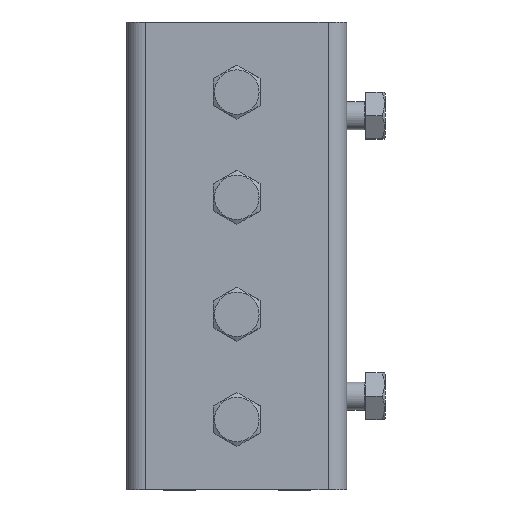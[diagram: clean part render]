
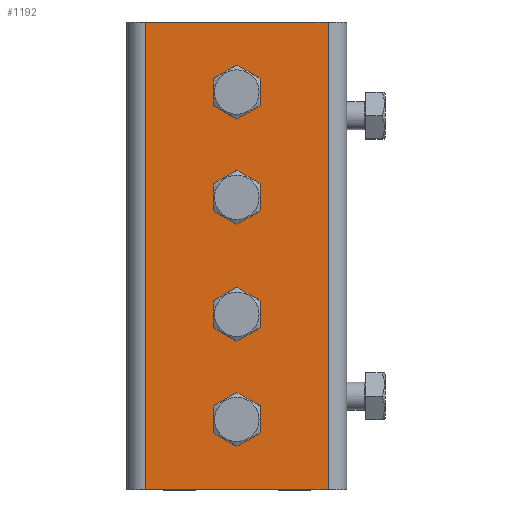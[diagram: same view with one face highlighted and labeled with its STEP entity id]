
A CAD part, top view. The second image highlights one B-rep face of the part: STEP entity #1192.
In plain terms, the highlighted planar face has unit normal (0, 0, 1).
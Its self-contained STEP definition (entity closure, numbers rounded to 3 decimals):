
#1192=ADVANCED_FACE('',(#3348,#3350,#3352,#3354,#3356),#3358,.T.);
#3348=FACE_BOUND('',#3349,.T.);
#3349=EDGE_LOOP('',(#5012,#5013,#5014,#5015));
#3350=FACE_BOUND('',#3351,.T.);
#3351=EDGE_LOOP('',(#5016));
#3352=FACE_BOUND('',#3353,.T.);
#3353=EDGE_LOOP('',(#5017));
#3354=FACE_BOUND('',#3355,.T.);
#3355=EDGE_LOOP('',(#5018));
#3356=FACE_BOUND('',#3357,.T.);
#3357=EDGE_LOOP('',(#5019));
#3358=PLANE('',#3359);
#3359=AXIS2_PLACEMENT_3D('',#3360,#3361,#3362);
#3360=CARTESIAN_POINT('',(5.238,-5.238,3.));
#3361=DIRECTION('',(0.,0.,1.));
#3362=DIRECTION('',(1.,0.,0.));
#5012=ORIENTED_EDGE('',*,*,#5762,.T.);
#5013=ORIENTED_EDGE('',*,*,#5998,.T.);
#5014=ORIENTED_EDGE('',*,*,#5999,.T.);
#5015=ORIENTED_EDGE('',*,*,#6000,.T.);
#5016=ORIENTED_EDGE('',*,*,#6001,.F.);
#5017=ORIENTED_EDGE('',*,*,#6002,.F.);
#5018=ORIENTED_EDGE('',*,*,#6003,.F.);
#5019=ORIENTED_EDGE('',*,*,#6004,.F.);
#5762=EDGE_CURVE('',#6500,#6498,#6501,.T.);
#5998=EDGE_CURVE('',#6498,#6855,#6856,.T.);
#5999=EDGE_CURVE('',#6855,#6857,#6858,.T.);
#6000=EDGE_CURVE('',#6857,#6500,#6859,.T.);
#6001=EDGE_CURVE('',#6860,#6860,#6861,.F.);
#6002=EDGE_CURVE('',#6862,#6862,#6863,.F.);
#6003=EDGE_CURVE('',#6864,#6864,#6865,.F.);
#6004=EDGE_CURVE('',#6866,#6866,#6867,.F.);
#6498=VERTEX_POINT('',#7835);
#6500=VERTEX_POINT('',#7840);
#6501=LINE('',#7841,#7842);
#6855=VERTEX_POINT('',#8730);
#6856=LINE('',#8731,#8732);
#6857=VERTEX_POINT('',#8734);
#6858=LINE('',#8735,#8736);
#6859=LINE('',#8738,#8739);
#6860=VERTEX_POINT('',#8741);
#6861=CIRCLE('',#8742,3.);
#6862=VERTEX_POINT('',#8746);
#6863=CIRCLE('',#8747,3.);
#6864=VERTEX_POINT('',#8751);
#6865=CIRCLE('',#8752,3.);
#6866=VERTEX_POINT('',#8756);
#6867=CIRCLE('',#8757,3.);
#7835=CARTESIAN_POINT('',(48.238,94.762,3.));
#7840=CARTESIAN_POINT('',(48.238,-5.238,3.));
#7841=CARTESIAN_POINT('',(48.238,-5.238,3.));
#7842=VECTOR('',#7843,1.);
#7843=DIRECTION('',(0.,1.,0.));
#8730=CARTESIAN_POINT('',(9.238,94.762,3.));
#8731=CARTESIAN_POINT('',(48.238,94.762,3.));
#8732=VECTOR('',#8733,1.);
#8733=DIRECTION('',(-1.,0.,0.));
#8734=CARTESIAN_POINT('',(9.238,-5.238,3.));
#8735=CARTESIAN_POINT('',(9.238,94.762,3.));
#8736=VECTOR('',#8737,1.);
#8737=DIRECTION('',(0.,-1.,0.));
#8738=CARTESIAN_POINT('',(9.238,-5.238,3.));
#8739=VECTOR('',#8740,1.);
#8740=DIRECTION('',(1.,0.,0.));
#8741=CARTESIAN_POINT('',(25.738,79.762,3.));
#8742=AXIS2_PLACEMENT_3D('',#8743,#8744,#8745);
#8743=CARTESIAN_POINT('',(28.738,79.762,3.));
#8744=DIRECTION('',(-0.,-0.,-1.));
#8745=DIRECTION('',(-1.,0.,0.));
#8746=CARTESIAN_POINT('',(25.738,57.262,3.));
#8747=AXIS2_PLACEMENT_3D('',#8748,#8749,#8750);
#8748=CARTESIAN_POINT('',(28.738,57.262,3.));
#8749=DIRECTION('',(-0.,-0.,-1.));
#8750=DIRECTION('',(-1.,0.,0.));
#8751=CARTESIAN_POINT('',(25.738,9.762,3.));
#8752=AXIS2_PLACEMENT_3D('',#8753,#8754,#8755);
#8753=CARTESIAN_POINT('',(28.738,9.762,3.));
#8754=DIRECTION('',(-0.,-0.,-1.));
#8755=DIRECTION('',(-1.,0.,0.));
#8756=CARTESIAN_POINT('',(25.738,32.262,3.));
#8757=AXIS2_PLACEMENT_3D('',#8758,#8759,#8760);
#8758=CARTESIAN_POINT('',(28.738,32.262,3.));
#8759=DIRECTION('',(-0.,-0.,-1.));
#8760=DIRECTION('',(-1.,0.,0.));
